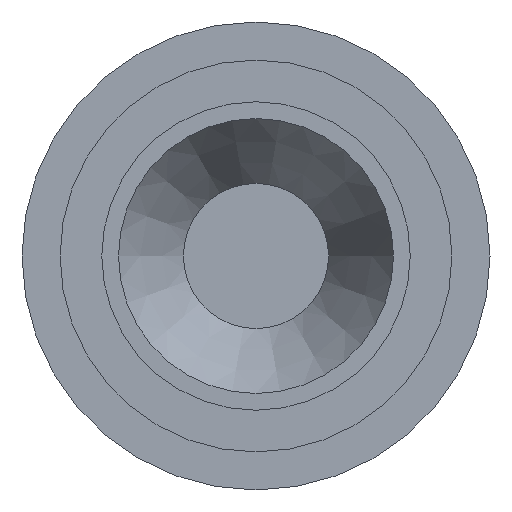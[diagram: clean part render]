
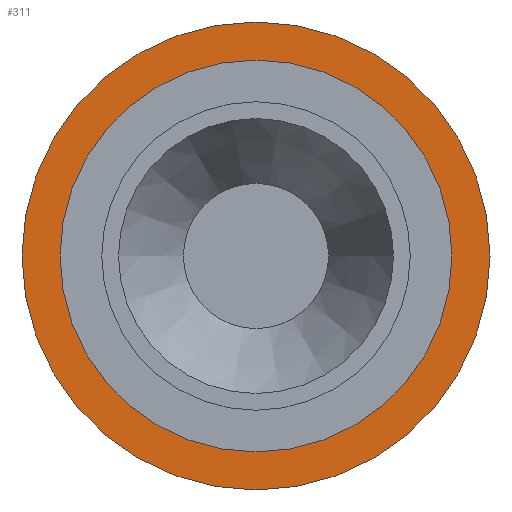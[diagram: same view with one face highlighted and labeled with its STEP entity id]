
A CAD part, left-side view. The second image highlights one B-rep face of the part: STEP entity #311.
In plain terms, the highlighted planar face has unit normal (-1, 0, 0).
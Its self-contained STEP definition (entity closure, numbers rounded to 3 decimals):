
#287=FACE_BOUND('',#355,.T.);
#288=FACE_BOUND('',#356,.T.);
#311=ADVANCED_FACE('',(#287,#288),#321,.T.);
#321=PLANE('',#492);
#355=EDGE_LOOP('',(#393));
#356=EDGE_LOOP('',(#394));
#393=ORIENTED_EDGE('',*,*,#435,.T.);
#394=ORIENTED_EDGE('',*,*,#436,.T.);
#416=VERTEX_POINT('',#625);
#417=VERTEX_POINT('',#628);
#435=EDGE_CURVE('',#416,#416,#454,.T.);
#436=EDGE_CURVE('',#417,#417,#455,.T.);
#454=CIRCLE('',#489,5.4);
#455=CIRCLE('',#491,6.45);
#489=AXIS2_PLACEMENT_3D('',#624,#560,#561);
#491=AXIS2_PLACEMENT_3D('',#627,#564,#565);
#492=AXIS2_PLACEMENT_3D('',#629,#566,#567);
#560=DIRECTION('',(1.,0.,0.));
#561=DIRECTION('',(0.,0.,1.));
#564=DIRECTION('',(-1.,0.,0.));
#565=DIRECTION('',(0.,1.,0.));
#566=DIRECTION('',(-1.,0.,0.));
#567=DIRECTION('',(0.,1.,0.));
#624=CARTESIAN_POINT('',(19.,0.,0.));
#625=CARTESIAN_POINT('',(19.,0.,5.4));
#627=CARTESIAN_POINT('',(19.,0.,0.));
#628=CARTESIAN_POINT('',(19.,6.45,0.));
#629=CARTESIAN_POINT('',(19.,-7.095,7.095));
